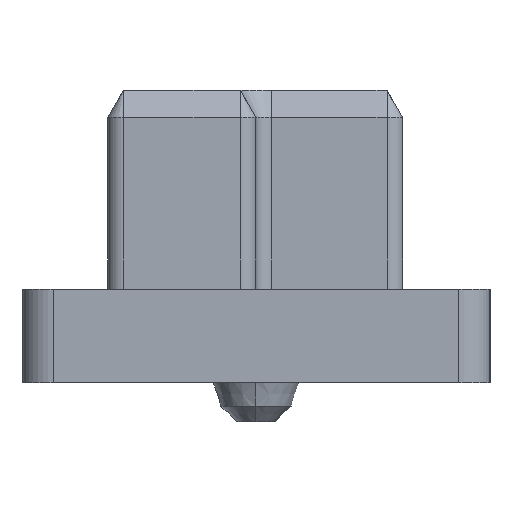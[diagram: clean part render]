
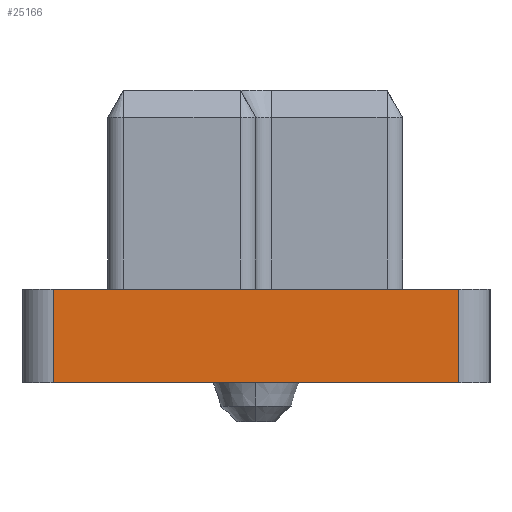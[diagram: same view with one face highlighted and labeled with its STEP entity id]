
A CAD part, left-side view. The second image highlights one B-rep face of the part: STEP entity #25166.
In plain terms, the highlighted planar face has unit normal (-1, 0, 0).
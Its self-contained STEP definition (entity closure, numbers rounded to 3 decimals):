
#6495=DIRECTION('',(0.,-1.,0.));
#6496=VECTOR('',#6495,5.2);
#6497=CARTESIAN_POINT('',(-18.9,2.6,-2.55));
#6498=LINE('',#6497,#6496);
#6519=DIRECTION('',(0.,0.,-1.));
#6520=VECTOR('',#6519,1.2);
#6521=CARTESIAN_POINT('',(-18.9,2.6,-2.55));
#6522=LINE('',#6521,#6520);
#6546=DIRECTION('',(0.,0.,-1.));
#6547=VECTOR('',#6546,1.2);
#6548=CARTESIAN_POINT('',(-18.9,-2.6,-2.55));
#6549=LINE('',#6548,#6547);
#6607=DIRECTION('',(0.,-1.,0.));
#6608=VECTOR('',#6607,5.2);
#6609=CARTESIAN_POINT('',(-18.9,2.6,-3.75));
#6610=LINE('',#6609,#6608);
#12556=CARTESIAN_POINT('',(-18.9,2.6,-2.55));
#12557=CARTESIAN_POINT('',(-18.9,2.6,-3.75));
#12558=VERTEX_POINT('',#12556);
#12559=VERTEX_POINT('',#12557);
#12576=CARTESIAN_POINT('',(-18.9,-2.6,-3.75));
#12577=VERTEX_POINT('',#12576);
#12578=CARTESIAN_POINT('',(-18.9,-2.6,-2.55));
#12579=VERTEX_POINT('',#12578);
#25153=CARTESIAN_POINT('',(-18.9,3.,-3.75));
#25154=DIRECTION('',(-1.,0.,0.));
#25155=DIRECTION('',(0.,-1.,0.));
#25156=AXIS2_PLACEMENT_3D('',#25153,#25154,#25155);
#25157=PLANE('',#25156);
#25158=ORIENTED_EDGE('',*,*,#25143,.F.);
#25159=ORIENTED_EDGE('',*,*,#25096,.T.);
#25161=ORIENTED_EDGE('',*,*,#25160,.T.);
#25163=ORIENTED_EDGE('',*,*,#25162,.F.);
#25164=EDGE_LOOP('',(#25158,#25159,#25161,#25163));
#25165=FACE_OUTER_BOUND('',#25164,.F.);
#25096=EDGE_CURVE('',#12558,#12579,#6498,.T.);
#25143=EDGE_CURVE('',#12558,#12559,#6522,.T.);
#25160=EDGE_CURVE('',#12579,#12577,#6549,.T.);
#25162=EDGE_CURVE('',#12559,#12577,#6610,.T.);
#25166=ADVANCED_FACE('',(#25165),#25157,.T.);
